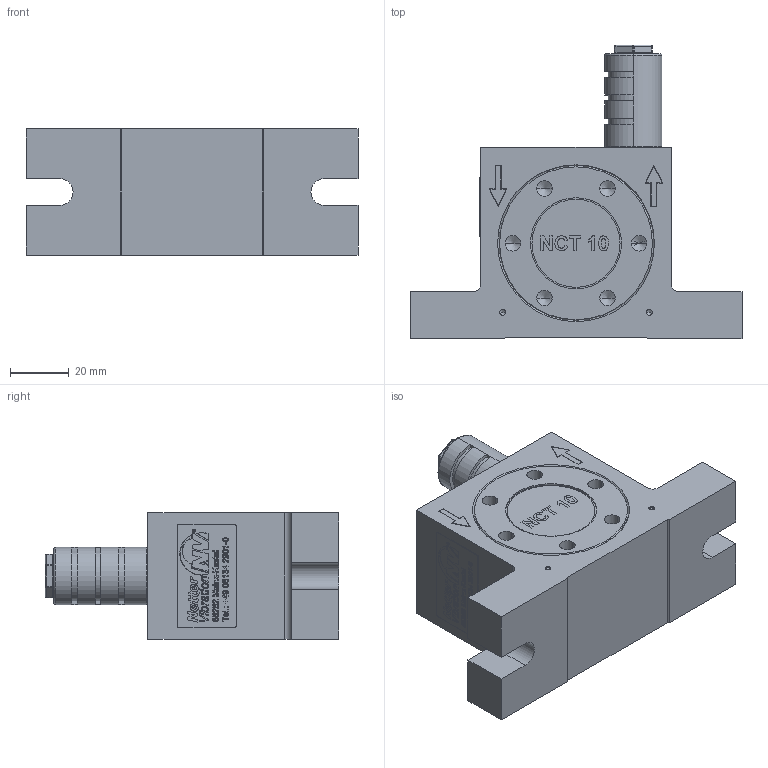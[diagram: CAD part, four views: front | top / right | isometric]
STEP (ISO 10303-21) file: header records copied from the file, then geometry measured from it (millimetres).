
FILE_DESCRIPTION (( 'STEP AP214' ), '1' );
FILE_NAME ('NCT 10 Turbinenvibrator #02710000.STEP', '2022-02-25T07:57:19', ( '' ), ( '' ), 'SwSTEP 2.0', 'SolidWorks 2015', '' );
FILE_SCHEMA (( 'AUTOMOTIVE_DESIGN' ));
Length unit declared in the file: millimetre
Products named in the file (1): NCT 10 Turbinenvibrator #02710000
Bounding box: 113 x 100 x 43 mm (x, y, z)
Volume: 226086.4 mm3; surface area: 41381.3 mm2
Topology: 6 solids, 7 shells, 328 faces, 1469 edges, 1259 vertices
Faces by surface type: plane 204, cylinder 71, cone 32, torus 13, sphere 8
Entity records: 21155 total; most frequent: CARTESIAN_POINT 8729, ORIENTED_EDGE 2890, DIRECTION 1826, EDGE_CURVE 1445, VERTEX_POINT 1259, VECTOR 784, LINE 784, AXIS2_PLACEMENT_3D 521
